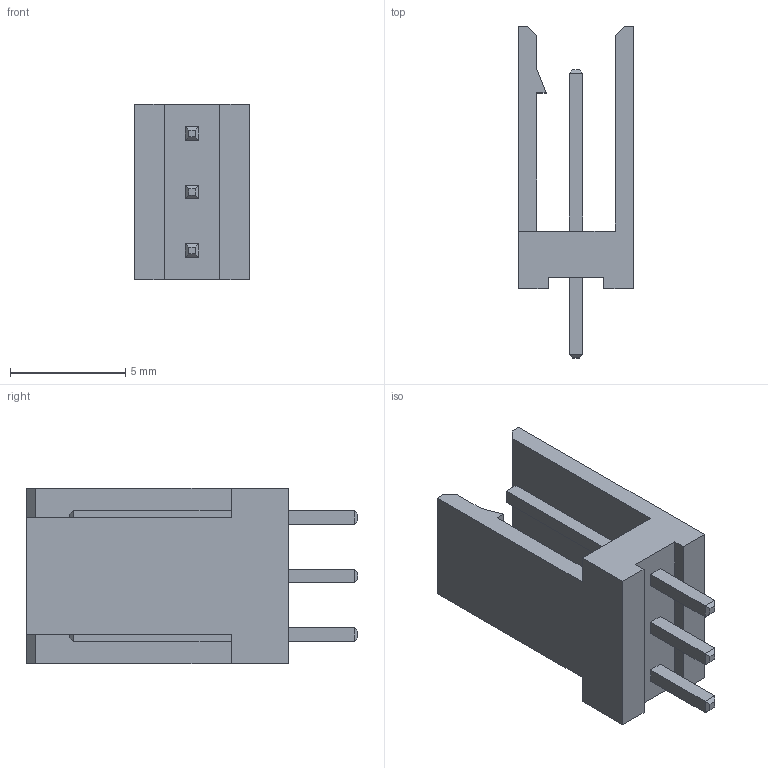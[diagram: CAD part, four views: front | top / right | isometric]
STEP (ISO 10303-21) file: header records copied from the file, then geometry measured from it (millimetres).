
FILE_DESCRIPTION (( 'STEP AP214' ), '1' );
FILE_NAME ('autocom3.STEP', '2019-08-22T08:12:25', ( '' ), ( '' ), 'SwSTEP 2.0', 'SolidWorks 2018', '' );
FILE_SCHEMA (( 'AUTOMOTIVE_DESIGN' ));
Length unit declared in the file: millimetre
Products named in the file (1): autocom3
Bounding box: 5 x 14.4 x 7.62 mm (x, y, z)
Volume: 187.7 mm3; surface area: 472.7 mm2
Topology: 1 solids, 1 shells, 75 faces, 177 edges, 110 vertices
Faces by surface type: plane 75
Entity records: 2784 total; most frequent: CARTESIAN_POINT 363, ORIENTED_EDGE 354, DIRECTION 329, EDGE_CURVE 177, VECTOR 177, LINE 177, VERTEX_POINT 110, EDGE_LOOP 81
